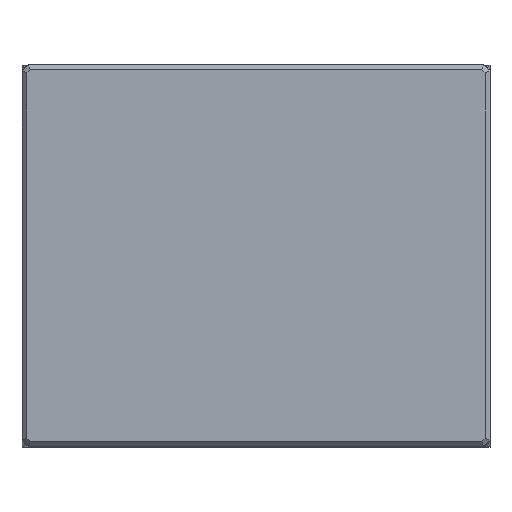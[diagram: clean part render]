
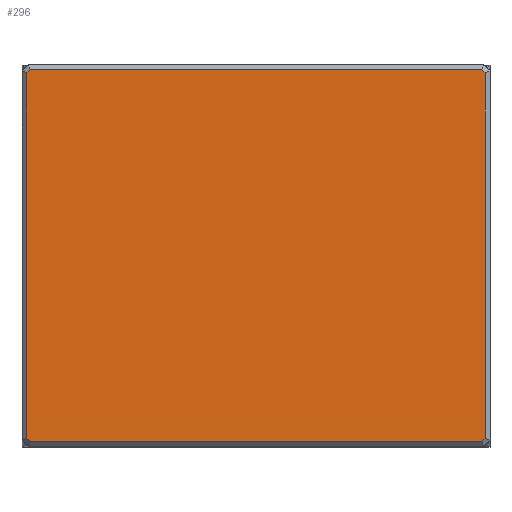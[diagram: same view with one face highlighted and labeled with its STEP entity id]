
A CAD part, top view. The second image highlights one B-rep face of the part: STEP entity #296.
In plain terms, the highlighted planar face has unit normal (0, 0, 1).
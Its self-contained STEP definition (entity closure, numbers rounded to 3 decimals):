
#101 = VERTEX_POINT('',#102);
#102 = CARTESIAN_POINT('',(-9.3,7.417,15.8));
#110 = VERTEX_POINT('',#111);
#111 = CARTESIAN_POINT('',(-9.167,7.55,15.8));
#117 = EDGE_CURVE('',#101,#110,#118,.T.);
#118 = LINE('',#119,#120);
#119 = CARTESIAN_POINT('',(-9.359,7.359,15.8));
#120 = VECTOR('',#121,1.);
#121 = DIRECTION('',(0.707,0.707,0.));
#254 = VERTEX_POINT('',#255);
#255 = CARTESIAN_POINT('',(-9.3,-7.417,15.8));
#263 = EDGE_CURVE('',#254,#101,#264,.T.);
#264 = LINE('',#265,#266);
#265 = CARTESIAN_POINT('',(-9.3,-7.5,15.8));
#266 = VECTOR('',#267,1.);
#267 = DIRECTION('',(0.,1.,0.));
#296 = ADVANCED_FACE('',(#297),#347,.F.);
#297 = FACE_BOUND('',#298,.F.);
#298 = EDGE_LOOP('',(#299,#309,#315,#316,#317,#325,#333,#341));
#299 = ORIENTED_EDGE('',*,*,#300,.T.);
#300 = EDGE_CURVE('',#301,#303,#305,.T.);
#301 = VERTEX_POINT('',#302);
#302 = CARTESIAN_POINT('',(9.167,-7.55,15.8));
#303 = VERTEX_POINT('',#304);
#304 = CARTESIAN_POINT('',(-9.167,-7.55,15.8));
#305 = LINE('',#306,#307);
#306 = CARTESIAN_POINT('',(9.25,-7.55,15.8));
#307 = VECTOR('',#308,1.);
#308 = DIRECTION('',(-1.,0.,0.));
#309 = ORIENTED_EDGE('',*,*,#310,.T.);
#310 = EDGE_CURVE('',#303,#254,#311,.T.);
#311 = LINE('',#312,#313);
#312 = CARTESIAN_POINT('',(-9.109,-7.609,15.8));
#313 = VECTOR('',#314,1.);
#314 = DIRECTION('',(-0.707,0.707,0.));
#315 = ORIENTED_EDGE('',*,*,#263,.T.);
#316 = ORIENTED_EDGE('',*,*,#117,.T.);
#317 = ORIENTED_EDGE('',*,*,#318,.T.);
#318 = EDGE_CURVE('',#110,#319,#321,.T.);
#319 = VERTEX_POINT('',#320);
#320 = CARTESIAN_POINT('',(9.167,7.55,15.8));
#321 = LINE('',#322,#323);
#322 = CARTESIAN_POINT('',(-9.25,7.55,15.8));
#323 = VECTOR('',#324,1.);
#324 = DIRECTION('',(1.,0.,0.));
#325 = ORIENTED_EDGE('',*,*,#326,.T.);
#326 = EDGE_CURVE('',#319,#327,#329,.T.);
#327 = VERTEX_POINT('',#328);
#328 = CARTESIAN_POINT('',(9.3,7.417,15.8));
#329 = LINE('',#330,#331);
#330 = CARTESIAN_POINT('',(9.109,7.609,15.8));
#331 = VECTOR('',#332,1.);
#332 = DIRECTION('',(0.707,-0.707,0.));
#333 = ORIENTED_EDGE('',*,*,#334,.T.);
#334 = EDGE_CURVE('',#327,#335,#337,.T.);
#335 = VERTEX_POINT('',#336);
#336 = CARTESIAN_POINT('',(9.3,-7.417,15.8));
#337 = LINE('',#338,#339);
#338 = CARTESIAN_POINT('',(9.3,7.5,15.8));
#339 = VECTOR('',#340,1.);
#340 = DIRECTION('',(0.,-1.,0.));
#341 = ORIENTED_EDGE('',*,*,#342,.T.);
#342 = EDGE_CURVE('',#335,#301,#343,.T.);
#343 = LINE('',#344,#345);
#344 = CARTESIAN_POINT('',(9.359,-7.359,15.8));
#345 = VECTOR('',#346,1.);
#346 = DIRECTION('',(-0.707,-0.707,0.));
#347 = PLANE('',#348);
#348 = AXIS2_PLACEMENT_3D('',#349,#350,#351);
#349 = CARTESIAN_POINT('',(0.,0.,15.8));
#350 = DIRECTION('',(0.,0.,-1.));
#351 = DIRECTION('',(-1.,0.,0.));
